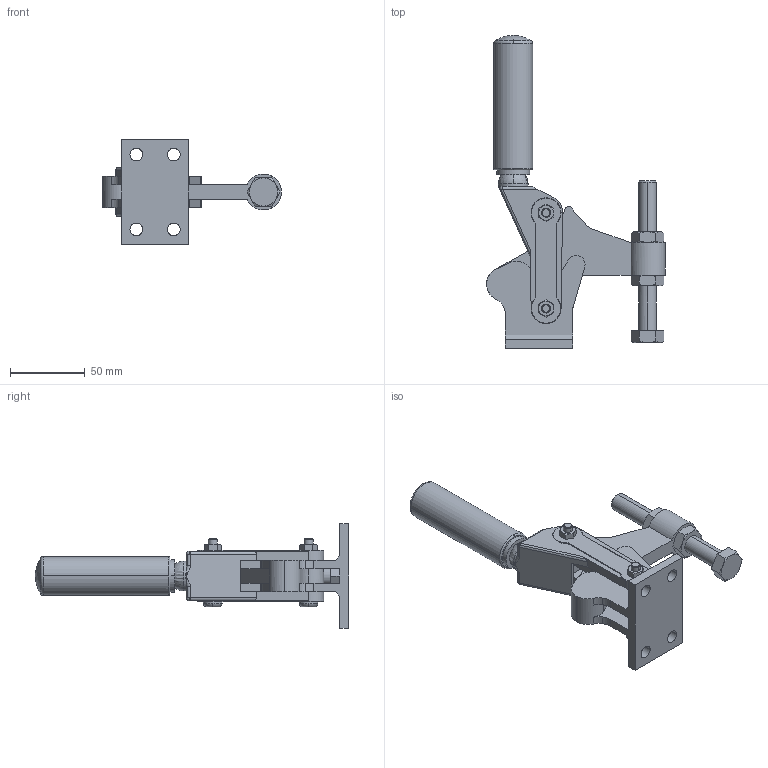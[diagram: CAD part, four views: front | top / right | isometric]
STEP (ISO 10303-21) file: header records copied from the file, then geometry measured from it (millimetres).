
FILE_DESCRIPTION(('CATIA V5 STEP Exchange'),'2;1');
FILE_NAME('MODULSPANNER_TS_V_HD_800_SB_357826_TUENKERS.stp','2019-02-06T07:05:29+00:00',('none'),('none'),'CATIA Version 5 Release 19 SP 9 (IN-10)','CATIA V5 STEP AP214','none');
FILE_SCHEMA(('AUTOMOTIVE_DESIGN { 1 0 10303 214 1 1 1 1 }'));
Length unit declared in the file: millimetre
Products named in the file (1): MODULSPANNER_TS_V_HD_800_SB_357826
Bounding box: 119.6 x 209.27 x 70 mm (x, y, z)
Volume: 205023.7 mm3; surface area: 49681.1 mm2
Topology: 1 solids, 1 shells, 295 faces, 800 edges, 502 vertices
Faces by surface type: cylinder 106, plane 101, cone 40, torus 20, bspline 20, sphere 8
Entity records: 10190 total; most frequent: CARTESIAN_POINT 3244, ORIENTED_EDGE 1584, DIRECTION 1132, EDGE_CURVE 792, AXIS2_PLACEMENT_3D 531, VERTEX_POINT 502, VECTOR 330, LINE 330
